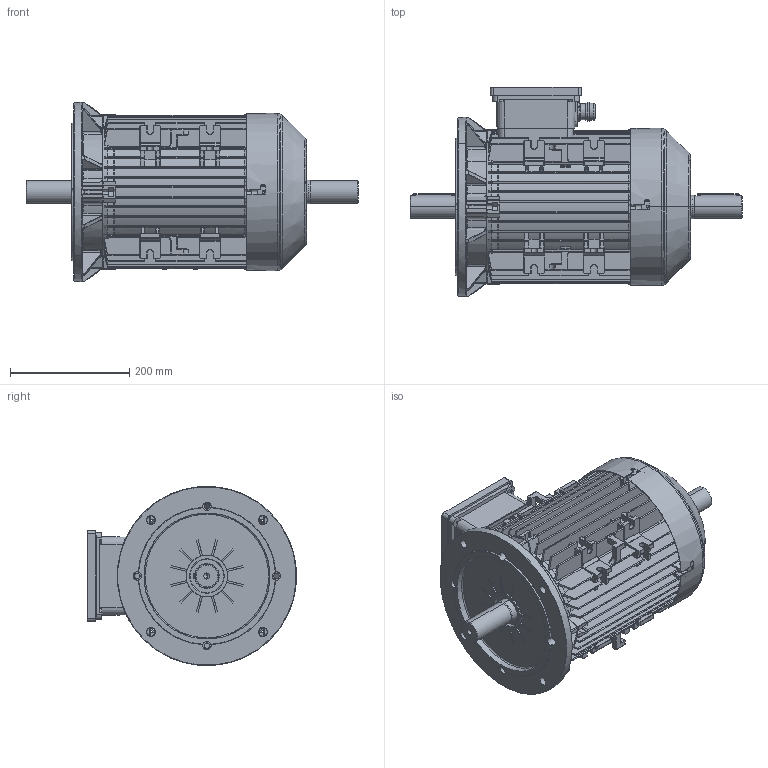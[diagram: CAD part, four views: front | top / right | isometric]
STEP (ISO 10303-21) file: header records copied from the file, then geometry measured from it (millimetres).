
FILE_DESCRIPTION (( 'STEP AP214' ), '1' );
FILE_NAME ('FCA 132S-B5-IC411-2-4-6-8 POLES-DOUBLE SHAFT.STEP', '2024-10-10T09:09:12', ( '' ), ( '' ), 'SwSTEP 2.0', 'SolidWorks 2024', '' );
FILE_SCHEMA (( 'AUTOMOTIVE_DESIGN' ));
Length unit declared in the file: millimetre
Products named in the file (14): PRESSACAVO M25; Carcassa 132SM-160T-B3-B5; Copriventola 132S H.100; Guarnizione scatola-coperchio 132; Tappo M25; FCA 132S-B5-IC411-2-4-6-8 POLES-DOUBLE SHAFT; Gruppo Coprimorsettiera 132; Guarnizione scatola-motore 132; Flangia FC132_Cuscinetto_6208; Scatola morsetti 132; Coperchio scatola morsetti 132; Scudo C-FC132 posteriore alto; parallel_din_Parallel key A10 x 8 x 70 DIN 6885; Albero 132M serie autoventilato
Assembly tree (15 placements, depth 3):
  FCA 132S-B5-IC411-2-4-6-8 POLES-DOUBLE SHAFT
    Albero 132M serie autoventilato  x2
    Flangia FC132_Cuscinetto_6208
    parallel_din_Parallel key A10 x 8 x 70 DIN 6885  x2
    Scudo C-FC132 posteriore alto
    Copriventola 132S H.100
    Gruppo Coprimorsettiera 132
      Scatola morsetti 132
      Coperchio scatola morsetti 132
      Guarnizione scatola-motore 132
      PRESSACAVO M25
      Tappo M25
      Guarnizione scatola-coperchio 132
    Carcassa 132SM-160T-B3-B5
Bounding box: 556 x 350 x 300 mm (x, y, z)
Volume: 5295154.2 mm3; surface area: 1811303.2 mm2
Topology: 14 solids, 16 shells, 5200 faces, 14006 edges, 8833 vertices
Faces by surface type: plane 2102, cylinder 1532, torus 684, cone 673, bspline 139, sphere 70
Entity records: 173790 total; most frequent: CARTESIAN_POINT 46184, ORIENTED_EDGE 27638, DIRECTION 25694, EDGE_CURVE 13819, AXIS2_PLACEMENT_3D 9242, VERTEX_POINT 8753, LINE 7210, VECTOR 7210
